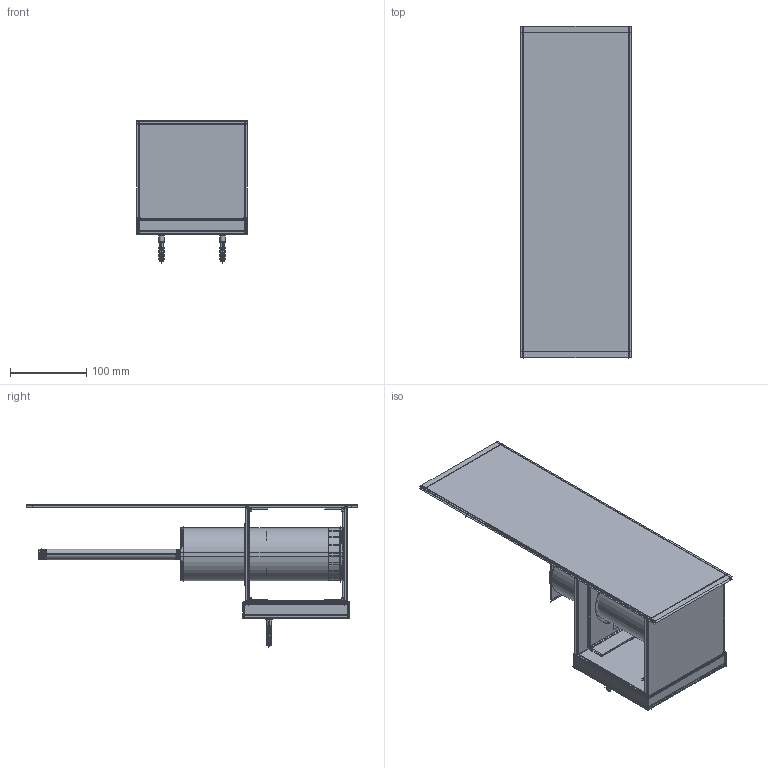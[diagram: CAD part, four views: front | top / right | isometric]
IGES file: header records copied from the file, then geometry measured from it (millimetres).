
Start section:  PTC IGES file: a44792.igs
Global section: file name: a44792.igs; native system: Creo Parametric by PTC Inc.; preprocessor: 2017380; author: enes.cakir; organization: Unknown; date: 20191108.121553; units: millimetre
Bounding box: 146.64 x 436.28 x 187.05 mm (x, y, z)
Surface area: 1644613.2 mm2 (no closed solid volume)
Topology: 0 solids, 0 shells, 2196 faces, 30407 edges, 39724 vertices
Faces by surface type: bspline 1190, revolution 1006
